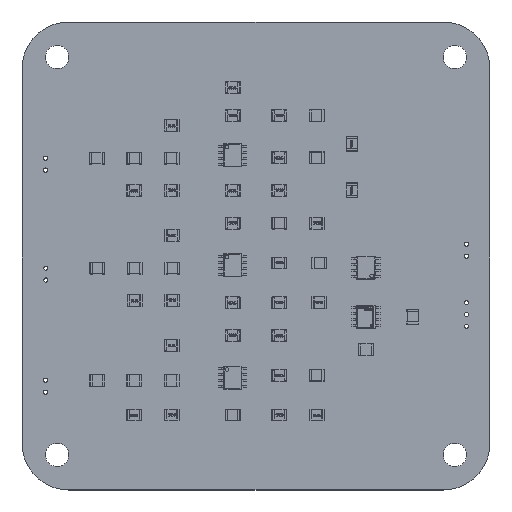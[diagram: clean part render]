
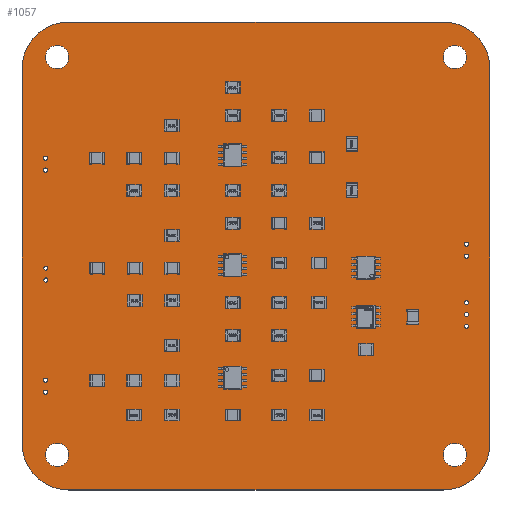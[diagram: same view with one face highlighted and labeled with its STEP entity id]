
A CAD part, top view. The second image highlights one B-rep face of the part: STEP entity #1057.
In plain terms, the highlighted planar face has unit normal (0, 0, 1).
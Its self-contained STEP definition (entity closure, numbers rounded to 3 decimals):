
#252 = VERTEX_POINT('',#253);
#253 = CARTESIAN_POINT('',(30.,30.,0.411));
#259 = EDGE_CURVE('',#252,#260,#262,.T.);
#260 = VERTEX_POINT('',#261);
#261 = CARTESIAN_POINT('',(30.,110.,0.411));
#262 = LINE('',#263,#264);
#263 = CARTESIAN_POINT('',(30.,30.,0.411));
#264 = VECTOR('',#265,1.);
#265 = DIRECTION('',(0.,1.,0.));
#290 = EDGE_CURVE('',#260,#291,#293,.T.);
#291 = VERTEX_POINT('',#292);
#292 = CARTESIAN_POINT('',(40.,120.,0.411));
#293 = CIRCLE('',#294,10.);
#294 = AXIS2_PLACEMENT_3D('',#295,#296,#297);
#295 = CARTESIAN_POINT('',(40.,110.,0.411));
#296 = DIRECTION('',(0.,0.,-1.));
#297 = DIRECTION('',(-1.,0.,0.));
#323 = EDGE_CURVE('',#291,#324,#326,.T.);
#324 = VERTEX_POINT('',#325);
#325 = CARTESIAN_POINT('',(120.,120.,0.411));
#326 = LINE('',#327,#328);
#327 = CARTESIAN_POINT('',(40.,120.,0.411));
#328 = VECTOR('',#329,1.);
#329 = DIRECTION('',(1.,0.,0.));
#354 = EDGE_CURVE('',#324,#355,#357,.T.);
#355 = VERTEX_POINT('',#356);
#356 = CARTESIAN_POINT('',(130.,110.,0.411));
#357 = CIRCLE('',#358,10.);
#358 = AXIS2_PLACEMENT_3D('',#359,#360,#361);
#359 = CARTESIAN_POINT('',(120.,110.,0.411));
#360 = DIRECTION('',(0.,0.,-1.));
#361 = DIRECTION('',(0.,1.,0.));
#387 = EDGE_CURVE('',#355,#388,#390,.T.);
#388 = VERTEX_POINT('',#389);
#389 = CARTESIAN_POINT('',(130.,30.,0.411));
#390 = LINE('',#391,#392);
#391 = CARTESIAN_POINT('',(130.,110.,0.411));
#392 = VECTOR('',#393,1.);
#393 = DIRECTION('',(0.,-1.,0.));
#418 = EDGE_CURVE('',#388,#419,#421,.T.);
#419 = VERTEX_POINT('',#420);
#420 = CARTESIAN_POINT('',(120.,20.,0.411));
#421 = CIRCLE('',#422,10.);
#422 = AXIS2_PLACEMENT_3D('',#423,#424,#425);
#423 = CARTESIAN_POINT('',(120.,30.,0.411));
#424 = DIRECTION('',(0.,0.,-1.));
#425 = DIRECTION('',(1.,0.,0.));
#451 = EDGE_CURVE('',#419,#452,#454,.T.);
#452 = VERTEX_POINT('',#453);
#453 = CARTESIAN_POINT('',(40.,20.,0.411));
#454 = LINE('',#455,#456);
#455 = CARTESIAN_POINT('',(120.,20.,0.411));
#456 = VECTOR('',#457,1.);
#457 = DIRECTION('',(-1.,0.,0.));
#482 = EDGE_CURVE('',#452,#252,#483,.T.);
#483 = CIRCLE('',#484,10.);
#484 = AXIS2_PLACEMENT_3D('',#485,#486,#487);
#485 = CARTESIAN_POINT('',(40.,30.,0.411));
#486 = DIRECTION('',(0.,0.,-1.));
#487 = DIRECTION('',(0.,-1.,0.));
#508 = VERTEX_POINT('',#509);
#509 = CARTESIAN_POINT('',(35.45,40.9,0.411));
#515 = EDGE_CURVE('',#508,#508,#516,.T.);
#516 = CIRCLE('',#517,0.45);
#517 = AXIS2_PLACEMENT_3D('',#518,#519,#520);
#518 = CARTESIAN_POINT('',(35.,40.9,0.411));
#519 = DIRECTION('',(0.,0.,1.));
#520 = DIRECTION('',(1.,0.,0.));
#541 = VERTEX_POINT('',#542);
#542 = CARTESIAN_POINT('',(35.45,43.44,0.411));
#548 = EDGE_CURVE('',#541,#541,#549,.T.);
#549 = CIRCLE('',#550,0.45);
#550 = AXIS2_PLACEMENT_3D('',#551,#552,#553);
#551 = CARTESIAN_POINT('',(35.,43.44,0.411));
#552 = DIRECTION('',(0.,0.,1.));
#553 = DIRECTION('',(1.,0.,0.));
#574 = VERTEX_POINT('',#575);
#575 = CARTESIAN_POINT('',(35.55,64.86,0.411));
#581 = EDGE_CURVE('',#574,#574,#582,.T.);
#582 = CIRCLE('',#583,0.45);
#583 = AXIS2_PLACEMENT_3D('',#584,#585,#586);
#584 = CARTESIAN_POINT('',(35.1,64.86,0.411));
#585 = DIRECTION('',(0.,0.,1.));
#586 = DIRECTION('',(1.,0.,0.));
#607 = VERTEX_POINT('',#608);
#608 = CARTESIAN_POINT('',(35.45,88.36,0.411));
#614 = EDGE_CURVE('',#607,#607,#615,.T.);
#615 = CIRCLE('',#616,0.45);
#616 = AXIS2_PLACEMENT_3D('',#617,#618,#619);
#617 = CARTESIAN_POINT('',(35.,88.36,0.411));
#618 = DIRECTION('',(0.,0.,1.));
#619 = DIRECTION('',(1.,0.,0.));
#640 = VERTEX_POINT('',#641);
#641 = CARTESIAN_POINT('',(35.45,90.9,0.411));
#647 = EDGE_CURVE('',#640,#640,#648,.T.);
#648 = CIRCLE('',#649,0.45);
#649 = AXIS2_PLACEMENT_3D('',#650,#651,#652);
#650 = CARTESIAN_POINT('',(35.,90.9,0.411));
#651 = DIRECTION('',(0.,0.,1.));
#652 = DIRECTION('',(1.,0.,0.));
#673 = VERTEX_POINT('',#674);
#674 = CARTESIAN_POINT('',(35.55,67.4,0.411));
#680 = EDGE_CURVE('',#673,#673,#681,.T.);
#681 = CIRCLE('',#682,0.45);
#682 = AXIS2_PLACEMENT_3D('',#683,#684,#685);
#683 = CARTESIAN_POINT('',(35.1,67.4,0.411));
#684 = DIRECTION('',(0.,0.,1.));
#685 = DIRECTION('',(1.,0.,0.));
#706 = VERTEX_POINT('',#707);
#707 = CARTESIAN_POINT('',(40.,112.5,0.411));
#713 = EDGE_CURVE('',#706,#706,#714,.T.);
#714 = CIRCLE('',#715,2.5);
#715 = AXIS2_PLACEMENT_3D('',#716,#717,#718);
#716 = CARTESIAN_POINT('',(37.5,112.5,0.411));
#717 = DIRECTION('',(0.,0.,1.));
#718 = DIRECTION('',(1.,0.,0.));
#739 = VERTEX_POINT('',#740);
#740 = CARTESIAN_POINT('',(125.,27.5,0.411));
#746 = EDGE_CURVE('',#739,#739,#747,.T.);
#747 = CIRCLE('',#748,2.5);
#748 = AXIS2_PLACEMENT_3D('',#749,#750,#751);
#749 = CARTESIAN_POINT('',(122.5,27.5,0.411));
#750 = DIRECTION('',(0.,0.,1.));
#751 = DIRECTION('',(1.,0.,0.));
#772 = VERTEX_POINT('',#773);
#773 = CARTESIAN_POINT('',(40.,27.5,0.411));
#779 = EDGE_CURVE('',#772,#772,#780,.T.);
#780 = CIRCLE('',#781,2.5);
#781 = AXIS2_PLACEMENT_3D('',#782,#783,#784);
#782 = CARTESIAN_POINT('',(37.5,27.5,0.411));
#783 = DIRECTION('',(0.,0.,1.));
#784 = DIRECTION('',(1.,0.,0.));
#805 = VERTEX_POINT('',#806);
#806 = CARTESIAN_POINT('',(125.45,54.96,0.411));
#812 = EDGE_CURVE('',#805,#805,#813,.T.);
#813 = CIRCLE('',#814,0.45);
#814 = AXIS2_PLACEMENT_3D('',#815,#816,#817);
#815 = CARTESIAN_POINT('',(125.,54.96,0.411));
#816 = DIRECTION('',(0.,0.,1.));
#817 = DIRECTION('',(1.,0.,0.));
#838 = VERTEX_POINT('',#839);
#839 = CARTESIAN_POINT('',(125.45,57.5,0.411));
#845 = EDGE_CURVE('',#838,#838,#846,.T.);
#846 = CIRCLE('',#847,0.45);
#847 = AXIS2_PLACEMENT_3D('',#848,#849,#850);
#848 = CARTESIAN_POINT('',(125.,57.5,0.411));
#849 = DIRECTION('',(0.,0.,1.));
#850 = DIRECTION('',(1.,0.,0.));
#871 = VERTEX_POINT('',#872);
#872 = CARTESIAN_POINT('',(125.45,72.5,0.411));
#878 = EDGE_CURVE('',#871,#871,#879,.T.);
#879 = CIRCLE('',#880,0.45);
#880 = AXIS2_PLACEMENT_3D('',#881,#882,#883);
#881 = CARTESIAN_POINT('',(125.,72.5,0.411));
#882 = DIRECTION('',(0.,0.,1.));
#883 = DIRECTION('',(1.,0.,0.));
#904 = VERTEX_POINT('',#905);
#905 = CARTESIAN_POINT('',(125.,112.5,0.411));
#911 = EDGE_CURVE('',#904,#904,#912,.T.);
#912 = CIRCLE('',#913,2.5);
#913 = AXIS2_PLACEMENT_3D('',#914,#915,#916);
#914 = CARTESIAN_POINT('',(122.5,112.5,0.411));
#915 = DIRECTION('',(0.,0.,1.));
#916 = DIRECTION('',(1.,0.,0.));
#937 = VERTEX_POINT('',#938);
#938 = CARTESIAN_POINT('',(125.45,60.04,0.411));
#944 = EDGE_CURVE('',#937,#937,#945,.T.);
#945 = CIRCLE('',#946,0.45);
#946 = AXIS2_PLACEMENT_3D('',#947,#948,#949);
#947 = CARTESIAN_POINT('',(125.,60.04,0.411));
#948 = DIRECTION('',(0.,0.,1.));
#949 = DIRECTION('',(1.,0.,0.));
#970 = VERTEX_POINT('',#971);
#971 = CARTESIAN_POINT('',(125.45,69.96,0.411));
#977 = EDGE_CURVE('',#970,#970,#978,.T.);
#978 = CIRCLE('',#979,0.45);
#979 = AXIS2_PLACEMENT_3D('',#980,#981,#982);
#980 = CARTESIAN_POINT('',(125.,69.96,0.411));
#981 = DIRECTION('',(0.,0.,1.));
#982 = DIRECTION('',(1.,0.,0.));
#1057 = ADVANCED_FACE('',(#1058,#1068,#1071,#1074,#1077,#1080,#1083,
    #1086,#1089,#1092,#1095,#1098,#1101,#1104,#1107,#1110),#1113,.T.);
#1058 = FACE_BOUND('',#1059,.F.);
#1059 = EDGE_LOOP('',(#1060,#1061,#1062,#1063,#1064,#1065,#1066,#1067));
#1060 = ORIENTED_EDGE('',*,*,#259,.T.);
#1061 = ORIENTED_EDGE('',*,*,#290,.T.);
#1062 = ORIENTED_EDGE('',*,*,#323,.T.);
#1063 = ORIENTED_EDGE('',*,*,#354,.T.);
#1064 = ORIENTED_EDGE('',*,*,#387,.T.);
#1065 = ORIENTED_EDGE('',*,*,#418,.T.);
#1066 = ORIENTED_EDGE('',*,*,#451,.T.);
#1067 = ORIENTED_EDGE('',*,*,#482,.T.);
#1068 = FACE_BOUND('',#1069,.T.);
#1069 = EDGE_LOOP('',(#1070));
#1070 = ORIENTED_EDGE('',*,*,#515,.F.);
#1071 = FACE_BOUND('',#1072,.T.);
#1072 = EDGE_LOOP('',(#1073));
#1073 = ORIENTED_EDGE('',*,*,#548,.F.);
#1074 = FACE_BOUND('',#1075,.T.);
#1075 = EDGE_LOOP('',(#1076));
#1076 = ORIENTED_EDGE('',*,*,#581,.F.);
#1077 = FACE_BOUND('',#1078,.T.);
#1078 = EDGE_LOOP('',(#1079));
#1079 = ORIENTED_EDGE('',*,*,#614,.F.);
#1080 = FACE_BOUND('',#1081,.T.);
#1081 = EDGE_LOOP('',(#1082));
#1082 = ORIENTED_EDGE('',*,*,#647,.F.);
#1083 = FACE_BOUND('',#1084,.T.);
#1084 = EDGE_LOOP('',(#1085));
#1085 = ORIENTED_EDGE('',*,*,#680,.F.);
#1086 = FACE_BOUND('',#1087,.T.);
#1087 = EDGE_LOOP('',(#1088));
#1088 = ORIENTED_EDGE('',*,*,#713,.F.);
#1089 = FACE_BOUND('',#1090,.T.);
#1090 = EDGE_LOOP('',(#1091));
#1091 = ORIENTED_EDGE('',*,*,#746,.F.);
#1092 = FACE_BOUND('',#1093,.T.);
#1093 = EDGE_LOOP('',(#1094));
#1094 = ORIENTED_EDGE('',*,*,#779,.F.);
#1095 = FACE_BOUND('',#1096,.T.);
#1096 = EDGE_LOOP('',(#1097));
#1097 = ORIENTED_EDGE('',*,*,#812,.F.);
#1098 = FACE_BOUND('',#1099,.T.);
#1099 = EDGE_LOOP('',(#1100));
#1100 = ORIENTED_EDGE('',*,*,#845,.F.);
#1101 = FACE_BOUND('',#1102,.T.);
#1102 = EDGE_LOOP('',(#1103));
#1103 = ORIENTED_EDGE('',*,*,#878,.F.);
#1104 = FACE_BOUND('',#1105,.T.);
#1105 = EDGE_LOOP('',(#1106));
#1106 = ORIENTED_EDGE('',*,*,#911,.F.);
#1107 = FACE_BOUND('',#1108,.T.);
#1108 = EDGE_LOOP('',(#1109));
#1109 = ORIENTED_EDGE('',*,*,#944,.F.);
#1110 = FACE_BOUND('',#1111,.T.);
#1111 = EDGE_LOOP('',(#1112));
#1112 = ORIENTED_EDGE('',*,*,#977,.F.);
#1113 = PLANE('',#1114);
#1114 = AXIS2_PLACEMENT_3D('',#1115,#1116,#1117);
#1115 = CARTESIAN_POINT('',(30.,30.,0.411));
#1116 = DIRECTION('',(0.,0.,1.));
#1117 = DIRECTION('',(1.,0.,0.));
